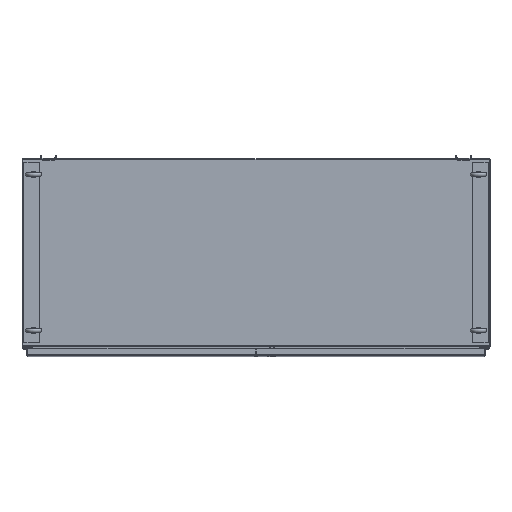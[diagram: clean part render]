
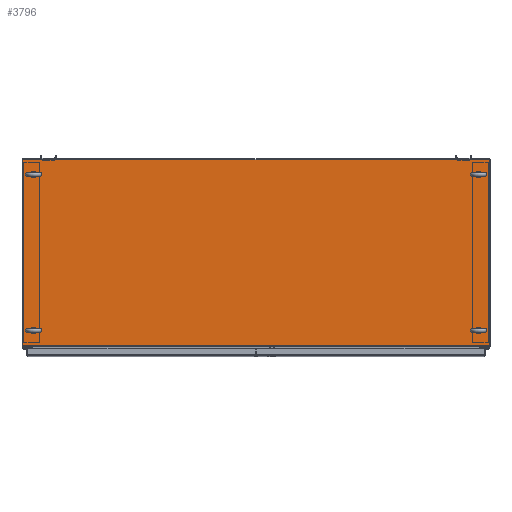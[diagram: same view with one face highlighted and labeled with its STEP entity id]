
A CAD part, top view. The second image highlights one B-rep face of the part: STEP entity #3796.
In plain terms, the highlighted planar face has unit normal (0, 0, 1).
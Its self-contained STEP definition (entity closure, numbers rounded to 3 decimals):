
#3796 = ADVANCED_FACE( '', ( #9637, #9638, #9639, #9640, #9641 ), #9642, .T. );
#9637 = FACE_BOUND( '', #18643, .T. );
#9638 = FACE_BOUND( '', #18644, .T. );
#9639 = FACE_BOUND( '', #18645, .T. );
#9640 = FACE_BOUND( '', #18646, .T. );
#9641 = FACE_OUTER_BOUND( '', #18647, .T. );
#9642 = PLANE( '', #18648 );
#18643 = EDGE_LOOP( '', ( #32235 ) );
#18644 = EDGE_LOOP( '', ( #32236 ) );
#18645 = EDGE_LOOP( '', ( #32237 ) );
#18646 = EDGE_LOOP( '', ( #32238 ) );
#18647 = EDGE_LOOP( '', ( #32239, #32240, #32241, #32242 ) );
#18648 = AXIS2_PLACEMENT_3D( '', #32243, #32244, #32245 );
#32235 = ORIENTED_EDGE( '', *, *, #61396, .T. );
#32236 = ORIENTED_EDGE( '', *, *, #61086, .T. );
#32237 = ORIENTED_EDGE( '', *, *, #61397, .T. );
#32238 = ORIENTED_EDGE( '', *, *, #61398, .T. );
#32239 = ORIENTED_EDGE( '', *, *, #61399, .T. );
#32240 = ORIENTED_EDGE( '', *, *, #61400, .T. );
#32241 = ORIENTED_EDGE( '', *, *, #61401, .T. );
#32242 = ORIENTED_EDGE( '', *, *, #61037, .T. );
#32243 = CARTESIAN_POINT( '', ( 0., 0., 0. ) );
#32244 = DIRECTION( '', ( 0., 0., 1. ) );
#32245 = DIRECTION( '', ( 1., 0., 0. ) );
#61037 = EDGE_CURVE( '', #69985, #69986, #69987, .T. );
#61086 = EDGE_CURVE( '', #70070, #70070, #70071, .T. );
#61396 = EDGE_CURVE( '', #70622, #70622, #70623, .T. );
#61397 = EDGE_CURVE( '', #70624, #70624, #70625, .T. );
#61398 = EDGE_CURVE( '', #70626, #70626, #70627, .T. );
#61399 = EDGE_CURVE( '', #69986, #70628, #70629, .T. );
#61400 = EDGE_CURVE( '', #70628, #70630, #70631, .T. );
#61401 = EDGE_CURVE( '', #70630, #69985, #70632, .T. );
#69985 = VERTEX_POINT( '', #83652 );
#69986 = VERTEX_POINT( '', #83653 );
#69987 = LINE( '', #83654, #83655 );
#70070 = VERTEX_POINT( '', #83862 );
#70071 = CIRCLE( '', #83863, 7.938 );
#70622 = VERTEX_POINT( '', #85402 );
#70623 = CIRCLE( '', #85403, 7.938 );
#70624 = VERTEX_POINT( '', #85404 );
#70625 = CIRCLE( '', #85405, 7.938 );
#70626 = VERTEX_POINT( '', #85406 );
#70627 = CIRCLE( '', #85407, 7.938 );
#70628 = VERTEX_POINT( '', #85408 );
#70629 = LINE( '', #85409, #85410 );
#70630 = VERTEX_POINT( '', #85411 );
#70631 = LINE( '', #85412, #85413 );
#70632 = LINE( '', #85414, #85415 );
#83652 = CARTESIAN_POINT( '', ( 759.333, 303.467, 0. ) );
#83653 = CARTESIAN_POINT( '', ( -759.333, 303.467, 0. ) );
#83654 = CARTESIAN_POINT( '', ( 759.333, 303.467, 0. ) );
#83655 = VECTOR( '', #118317, 1000. );
#83862 = CARTESIAN_POINT( '', ( 732.6, -252.667, 0. ) );
#83863 = AXIS2_PLACEMENT_3D( '', #118350, #118351, #118352 );
#85402 = CARTESIAN_POINT( '', ( -716.725, -252.667, 0. ) );
#85403 = AXIS2_PLACEMENT_3D( '', #118538, #118539, #118540 );
#85404 = CARTESIAN_POINT( '', ( 732.6, 255.334, 0. ) );
#85405 = AXIS2_PLACEMENT_3D( '', #118541, #118542, #118543 );
#85406 = CARTESIAN_POINT( '', ( -716.725, 255.334, 0. ) );
#85407 = AXIS2_PLACEMENT_3D( '', #118544, #118545, #118546 );
#85408 = CARTESIAN_POINT( '', ( -759.333, -299.987, 0. ) );
#85409 = CARTESIAN_POINT( '', ( -759.333, 303.467, 0. ) );
#85410 = VECTOR( '', #118547, 1000. );
#85411 = CARTESIAN_POINT( '', ( 759.333, -299.987, 0. ) );
#85412 = CARTESIAN_POINT( '', ( -759.333, -299.987, 0. ) );
#85413 = VECTOR( '', #118548, 1000. );
#85414 = CARTESIAN_POINT( '', ( 759.333, -303.467, 0. ) );
#85415 = VECTOR( '', #118549, 1000. );
#118317 = DIRECTION( '', ( -1., 0., 0. ) );
#118350 = CARTESIAN_POINT( '', ( 724.662, -252.667, 0. ) );
#118351 = DIRECTION( '', ( 0., 0., -1. ) );
#118352 = DIRECTION( '', ( 1., 0., 0. ) );
#118538 = CARTESIAN_POINT( '', ( -724.662, -252.667, 0. ) );
#118539 = DIRECTION( '', ( 0., 0., -1. ) );
#118540 = DIRECTION( '', ( 1., 0., 0. ) );
#118541 = CARTESIAN_POINT( '', ( 724.662, 255.334, 0. ) );
#118542 = DIRECTION( '', ( 0., 0., -1. ) );
#118543 = DIRECTION( '', ( 1., 0., 0. ) );
#118544 = CARTESIAN_POINT( '', ( -724.662, 255.334, 0. ) );
#118545 = DIRECTION( '', ( 0., 0., -1. ) );
#118546 = DIRECTION( '', ( 1., 0., 0. ) );
#118547 = DIRECTION( '', ( 0., -1., 0. ) );
#118548 = DIRECTION( '', ( 1., 0., 0. ) );
#118549 = DIRECTION( '', ( 0., 1., 0. ) );
